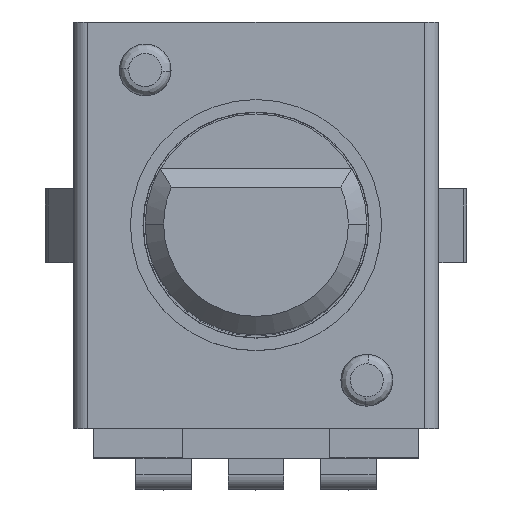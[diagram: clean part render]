
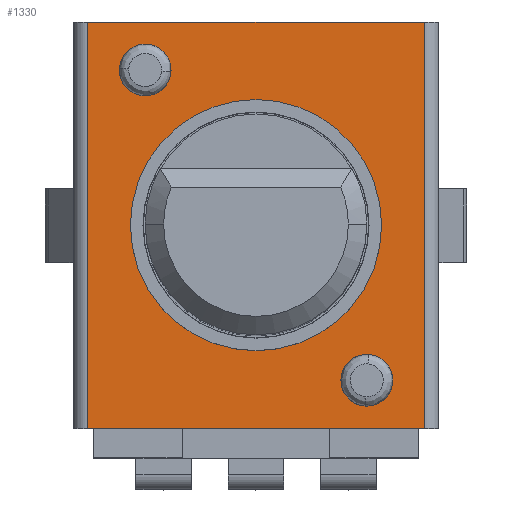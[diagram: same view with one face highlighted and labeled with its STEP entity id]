
A CAD part, top view. The second image highlights one B-rep face of the part: STEP entity #1330.
In plain terms, the highlighted planar face has unit normal (0, 0, 1).
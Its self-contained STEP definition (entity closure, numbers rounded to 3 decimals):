
#98 = CARTESIAN_POINT ( 'NONE',  ( -4.55, 5.467, 6.865 ) ) ;
#169 = DIRECTION ( 'NONE',  ( 0., 1., 0. ) ) ;
#290 = LINE ( 'NONE', #7174, #414 ) ;
#311 = VERTEX_POINT ( 'NONE', #1796 ) ;
#323 = CARTESIAN_POINT ( 'NONE',  ( -3., 4.167, 6.865 ) ) ;
#340 = CARTESIAN_POINT ( 'NONE',  ( 4.55, 5.467, 6.865 ) ) ;
#414 = VECTOR ( 'NONE', #3625, 1000. ) ;
#666 = EDGE_CURVE ( 'NONE', #3939, #311, #3353, .T. ) ;
#766 = CARTESIAN_POINT ( 'NONE',  ( -3., 4.867, 6.865 ) ) ;
#817 = CARTESIAN_POINT ( 'NONE',  ( -3., 4.167, 6.865 ) ) ;
#824 = CARTESIAN_POINT ( 'NONE',  ( 0., -0.033, 6.865 ) ) ;
#862 = ORIENTED_EDGE ( 'NONE', *, *, #7378, .F. ) ;
#934 = DIRECTION ( 'NONE',  ( 0., 1., 0. ) ) ;
#959 = CARTESIAN_POINT ( 'NONE',  ( 0., -0.033, 6.865 ) ) ;
#1258 = FACE_BOUND ( 'NONE', #6278, .T. ) ;
#1270 = FACE_OUTER_BOUND ( 'NONE', #2921, .T. ) ;
#1329 = FACE_BOUND ( 'NONE', #5511, .T. ) ;
#1330 = ADVANCED_FACE ( 'NONE', ( #1329, #1258, #1336, #1270 ), #7734, .T. ) ;
#1336 = FACE_BOUND ( 'NONE', #7279, .T. ) ;
#1380 = ORIENTED_EDGE ( 'NONE', *, *, #4820, .T. ) ;
#1425 = CIRCLE ( 'NONE', #6335, 3.4 ) ;
#1436 = DIRECTION ( 'NONE',  ( 0., 1., 0. ) ) ;
#1446 = DIRECTION ( 'NONE',  ( 0., 1., 0. ) ) ;
#1495 = ORIENTED_EDGE ( 'NONE', *, *, #6019, .F. ) ;
#1608 = DIRECTION ( 'NONE',  ( 0., 1., 0. ) ) ;
#1649 = DIRECTION ( 'NONE',  ( 0., 0., -1. ) ) ;
#1796 = CARTESIAN_POINT ( 'NONE',  ( -3., 3.467, 6.865 ) ) ;
#1810 = VECTOR ( 'NONE', #6311, 1000. ) ;
#1969 = ORIENTED_EDGE ( 'NONE', *, *, #6076, .T. ) ;
#2016 = LINE ( 'NONE', #2132, #1810 ) ;
#2050 = VERTEX_POINT ( 'NONE', #3247 ) ;
#2132 = CARTESIAN_POINT ( 'NONE',  ( 4.55, -5.533, 6.865 ) ) ;
#2187 = ORIENTED_EDGE ( 'NONE', *, *, #3352, .T. ) ;
#2440 = VERTEX_POINT ( 'NONE', #5567 ) ;
#2462 = CIRCLE ( 'NONE', #7214, 0.7 ) ;
#2676 = AXIS2_PLACEMENT_3D ( 'NONE', #6846, #7515, #6957 ) ;
#2799 = VERTEX_POINT ( 'NONE', #98 ) ;
#2921 = EDGE_LOOP ( 'NONE', ( #6779, #4193, #3368, #1380 ) ) ;
#3016 = VECTOR ( 'NONE', #4212, 1000. ) ;
#3025 = LINE ( 'NONE', #6406, #3016 ) ;
#3106 = EDGE_CURVE ( 'NONE', #3552, #3553, #3025, .T. ) ;
#3247 = CARTESIAN_POINT ( 'NONE',  ( 3., -4.933, 6.865 ) ) ;
#3352 = EDGE_CURVE ( 'NONE', #2050, #2440, #2462, .T. ) ;
#3353 = CIRCLE ( 'NONE', #6581, 0.7 ) ;
#3368 = ORIENTED_EDGE ( 'NONE', *, *, #4602, .F. ) ;
#3387 = DIRECTION ( 'NONE',  ( 1., 0., 0. ) ) ;
#3466 = EDGE_CURVE ( 'NONE', #7436, #3552, #2016, .T. ) ;
#3537 = AXIS2_PLACEMENT_3D ( 'NONE', #817, #5037, #1436 ) ;
#3552 = VERTEX_POINT ( 'NONE', #6385 ) ;
#3553 = VERTEX_POINT ( 'NONE', #340 ) ;
#3625 = DIRECTION ( 'NONE',  ( 0., -1., 0. ) ) ;
#3733 = CARTESIAN_POINT ( 'NONE',  ( 0., 3.367, 6.865 ) ) ;
#3852 = DIRECTION ( 'NONE',  ( 0., 0., -1. ) ) ;
#3939 = VERTEX_POINT ( 'NONE', #766 ) ;
#4193 = ORIENTED_EDGE ( 'NONE', *, *, #3106, .T. ) ;
#4212 = DIRECTION ( 'NONE',  ( 0., 1., 0. ) ) ;
#4542 = CIRCLE ( 'NONE', #5477, 0.7 ) ;
#4599 = DIRECTION ( 'NONE',  ( 0., 0., -1. ) ) ;
#4602 = EDGE_CURVE ( 'NONE', #2799, #3553, #6555, .T. ) ;
#4638 = CIRCLE ( 'NONE', #4708, 3.4 ) ;
#4708 = AXIS2_PLACEMENT_3D ( 'NONE', #959, #5182, #1608 ) ;
#4820 = EDGE_CURVE ( 'NONE', #2799, #7436, #290, .T. ) ;
#5037 = DIRECTION ( 'NONE',  ( 0., 0., -1. ) ) ;
#5047 = DIRECTION ( 'NONE',  ( 0., 0., 1. ) ) ;
#5182 = DIRECTION ( 'NONE',  ( 0., 0., 1. ) ) ;
#5206 = VERTEX_POINT ( 'NONE', #3733 ) ;
#5237 = CARTESIAN_POINT ( 'NONE',  ( 3., -4.233, 6.865 ) ) ;
#5358 = EDGE_CURVE ( 'NONE', #311, #3939, #6642, .T. ) ;
#5477 = AXIS2_PLACEMENT_3D ( 'NONE', #5237, #1649, #5836 ) ;
#5511 = EDGE_LOOP ( 'NONE', ( #1969, #2187 ) ) ;
#5567 = CARTESIAN_POINT ( 'NONE',  ( 3., -3.533, 6.865 ) ) ;
#5702 = CARTESIAN_POINT ( 'NONE',  ( -4.55, -5.533, 6.865 ) ) ;
#5731 = CARTESIAN_POINT ( 'NONE',  ( 0., -3.433, 6.865 ) ) ;
#5836 = DIRECTION ( 'NONE',  ( 0., 1., 0. ) ) ;
#6010 = VECTOR ( 'NONE', #3387, 1000. ) ;
#6019 = EDGE_CURVE ( 'NONE', #5206, #7458, #4638, .T. ) ;
#6076 = EDGE_CURVE ( 'NONE', #2440, #2050, #4542, .T. ) ;
#6171 = ORIENTED_EDGE ( 'NONE', *, *, #666, .T. ) ;
#6278 = EDGE_LOOP ( 'NONE', ( #6171, #7102 ) ) ;
#6311 = DIRECTION ( 'NONE',  ( 1., 0., 0. ) ) ;
#6335 = AXIS2_PLACEMENT_3D ( 'NONE', #824, #5047, #1446 ) ;
#6385 = CARTESIAN_POINT ( 'NONE',  ( 4.55, -5.533, 6.865 ) ) ;
#6406 = CARTESIAN_POINT ( 'NONE',  ( 4.55, 5.467, 6.865 ) ) ;
#6555 = LINE ( 'NONE', #6916, #6010 ) ;
#6581 = AXIS2_PLACEMENT_3D ( 'NONE', #323, #4599, #934 ) ;
#6642 = CIRCLE ( 'NONE', #3537, 0.7 ) ;
#6779 = ORIENTED_EDGE ( 'NONE', *, *, #3466, .T. ) ;
#6846 = CARTESIAN_POINT ( 'NONE',  ( 4.55, 5.467, 6.865 ) ) ;
#6916 = CARTESIAN_POINT ( 'NONE',  ( -4.4, 5.467, 6.865 ) ) ;
#6957 = DIRECTION ( 'NONE',  ( 0., -1., 0. ) ) ;
#7102 = ORIENTED_EDGE ( 'NONE', *, *, #5358, .T. ) ;
#7174 = CARTESIAN_POINT ( 'NONE',  ( -4.55, 5.467, 6.865 ) ) ;
#7214 = AXIS2_PLACEMENT_3D ( 'NONE', #7383, #3852, #169 ) ;
#7279 = EDGE_LOOP ( 'NONE', ( #1495, #862 ) ) ;
#7378 = EDGE_CURVE ( 'NONE', #7458, #5206, #1425, .T. ) ;
#7383 = CARTESIAN_POINT ( 'NONE',  ( 3., -4.233, 6.865 ) ) ;
#7436 = VERTEX_POINT ( 'NONE', #5702 ) ;
#7458 = VERTEX_POINT ( 'NONE', #5731 ) ;
#7515 = DIRECTION ( 'NONE',  ( 0., 0., 1. ) ) ;
#7734 = PLANE ( 'NONE',  #2676 ) ;
